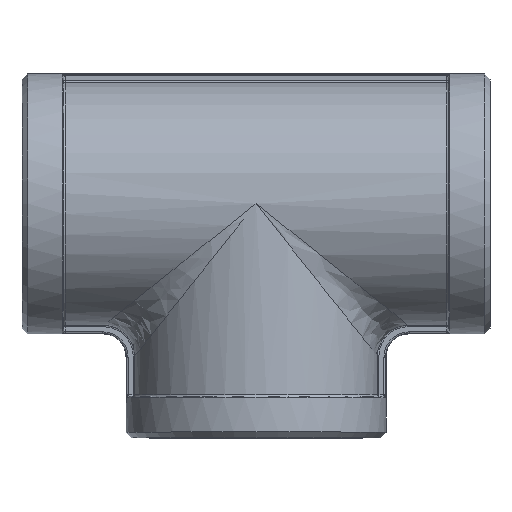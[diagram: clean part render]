
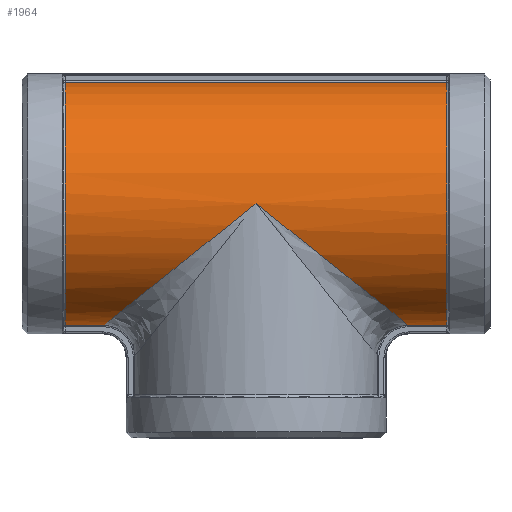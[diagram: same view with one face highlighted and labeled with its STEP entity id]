
A CAD part, top view. The second image highlights one B-rep face of the part: STEP entity #1964.
In plain terms, the highlighted cylindrical face has radius 23.5 mm (diameter 47 mm), a partial arc.
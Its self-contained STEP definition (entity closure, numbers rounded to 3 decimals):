
#80=ELLIPSE('',#2030,37.716,23.5);
#81=ELLIPSE('',#2031,37.716,23.5);
#83=ELLIPSE('',#2033,37.716,23.5);
#84=ELLIPSE('',#2034,37.716,23.5);
#85=ELLIPSE('',#2035,37.716,23.5);
#86=ELLIPSE('',#2036,37.716,23.5);
#88=ELLIPSE('',#2038,37.716,23.5);
#222=CYLINDRICAL_SURFACE('',#2199,23.5);
#323=FACE_OUTER_BOUND('',#462,.T.);
#462=EDGE_LOOP('',(#1641,#1642,#1643,#1644,#1645,#1646,#1647,#1648,#1649,
#1650,#1651,#1652));
#598=CIRCLE('',#2134,23.5);
#623=CIRCLE('',#2181,23.5);
#727=LINE('',#4491,#795);
#728=LINE('',#4493,#796);
#729=LINE('',#4494,#797);
#795=VECTOR('',#2704,73.4);
#796=VECTOR('',#2707,7.405);
#797=VECTOR('',#2708,7.405);
#822=VERTEX_POINT('',#3122);
#823=VERTEX_POINT('',#3123);
#824=VERTEX_POINT('',#3125);
#826=VERTEX_POINT('',#3129);
#827=VERTEX_POINT('',#3179);
#828=VERTEX_POINT('',#3180);
#829=VERTEX_POINT('',#3182);
#830=VERTEX_POINT('',#3184);
#916=VERTEX_POINT('',#4118);
#917=VERTEX_POINT('',#4120);
#943=VERTEX_POINT('',#4389);
#945=VERTEX_POINT('',#4393);
#1003=EDGE_CURVE('',#822,#823,#80,.T.);
#1004=EDGE_CURVE('',#823,#824,#81,.T.);
#1007=EDGE_CURVE('',#826,#822,#83,.T.);
#1008=EDGE_CURVE('',#827,#828,#84,.T.);
#1009=EDGE_CURVE('',#828,#829,#85,.T.);
#1010=EDGE_CURVE('',#829,#830,#86,.T.);
#1013=EDGE_CURVE('',#824,#827,#88,.T.);
#1139=EDGE_CURVE('',#916,#917,#598,.T.);
#1189=EDGE_CURVE('',#945,#943,#623,.T.);
#1205=EDGE_CURVE('',#943,#916,#727,.T.);
#1206=EDGE_CURVE('',#917,#826,#728,.T.);
#1207=EDGE_CURVE('',#830,#945,#729,.T.);
#1641=ORIENTED_EDGE('',*,*,#1007,.F.);
#1642=ORIENTED_EDGE('',*,*,#1206,.F.);
#1643=ORIENTED_EDGE('',*,*,#1139,.F.);
#1644=ORIENTED_EDGE('',*,*,#1205,.F.);
#1645=ORIENTED_EDGE('',*,*,#1189,.F.);
#1646=ORIENTED_EDGE('',*,*,#1207,.F.);
#1647=ORIENTED_EDGE('',*,*,#1010,.F.);
#1648=ORIENTED_EDGE('',*,*,#1009,.F.);
#1649=ORIENTED_EDGE('',*,*,#1008,.F.);
#1650=ORIENTED_EDGE('',*,*,#1013,.F.);
#1651=ORIENTED_EDGE('',*,*,#1004,.F.);
#1652=ORIENTED_EDGE('',*,*,#1003,.F.);
#1964=ADVANCED_FACE('',(#323),#222,.T.);
#2030=AXIS2_PLACEMENT_3D('',#3124,#2321,#2322);
#2031=AXIS2_PLACEMENT_3D('',#3126,#2323,#2324);
#2033=AXIS2_PLACEMENT_3D('',#3136,#2327,#2328);
#2034=AXIS2_PLACEMENT_3D('',#3181,#2329,#2330);
#2035=AXIS2_PLACEMENT_3D('',#3183,#2331,#2332);
#2036=AXIS2_PLACEMENT_3D('',#3185,#2333,#2334);
#2038=AXIS2_PLACEMENT_3D('',#3194,#2337,#2338);
#2134=AXIS2_PLACEMENT_3D('',#4121,#2556,#2557);
#2181=AXIS2_PLACEMENT_3D('',#4395,#2663,#2664);
#2199=AXIS2_PLACEMENT_3D('',#4492,#2705,#2706);
#2321=DIRECTION('center_axis',(-0.623,-0.782,0.));
#2322=DIRECTION('ref_axis',(0.782,-0.623,0.));
#2323=DIRECTION('center_axis',(-0.623,-0.782,0.));
#2324=DIRECTION('ref_axis',(0.782,-0.623,0.));
#2327=DIRECTION('center_axis',(-0.623,-0.782,0.));
#2328=DIRECTION('ref_axis',(0.782,-0.623,0.));
#2329=DIRECTION('center_axis',(0.623,-0.782,0.));
#2330=DIRECTION('ref_axis',(-0.782,-0.623,0.));
#2331=DIRECTION('center_axis',(0.623,-0.782,0.));
#2332=DIRECTION('ref_axis',(-0.782,-0.623,0.));
#2333=DIRECTION('center_axis',(0.623,-0.782,0.));
#2334=DIRECTION('ref_axis',(-0.782,-0.623,0.));
#2337=DIRECTION('center_axis',(0.623,-0.782,0.));
#2338=DIRECTION('ref_axis',(-0.782,-0.623,0.));
#2556=DIRECTION('center_axis',(1.,0.,0.));
#2557=DIRECTION('ref_axis',(0.,0.,1.));
#2663=DIRECTION('center_axis',(-1.,0.,0.));
#2664=DIRECTION('ref_axis',(0.,0.,1.));
#2704=DIRECTION('',(1.,0.,0.));
#2705=DIRECTION('center_axis',(1.,0.,0.));
#2706=DIRECTION('ref_axis',(0.,1.,0.));
#2707=DIRECTION('',(-1.,0.,0.));
#2708=DIRECTION('',(-1.,0.,0.));
#3122=CARTESIAN_POINT('',(20.,-15.932,17.275));
#3123=CARTESIAN_POINT('',(17.86,-14.227,18.704));
#3124=CARTESIAN_POINT('Origin',(0.,0.,0.));
#3125=CARTESIAN_POINT('',(0.,0.,23.5));
#3126=CARTESIAN_POINT('Origin',(0.,0.,0.));
#3129=CARTESIAN_POINT('',(29.295,-23.337,2.765));
#3136=CARTESIAN_POINT('Origin',(0.,0.,0.));
#3179=CARTESIAN_POINT('',(-11.793,-9.394,21.541));
#3180=CARTESIAN_POINT('',(-13.666,-10.886,20.826));
#3181=CARTESIAN_POINT('Origin',(0.,0.,0.));
#3182=CARTESIAN_POINT('',(-20.,-15.932,17.275));
#3183=CARTESIAN_POINT('Origin',(0.,0.,0.));
#3184=CARTESIAN_POINT('',(-29.295,-23.337,2.765));
#3185=CARTESIAN_POINT('Origin',(0.,0.,0.));
#3194=CARTESIAN_POINT('Origin',(0.,0.,0.));
#4118=CARTESIAN_POINT('',(36.7,23.337,2.765));
#4120=CARTESIAN_POINT('',(36.7,-23.337,2.765));
#4121=CARTESIAN_POINT('Origin',(36.7,0.,0.));
#4389=CARTESIAN_POINT('',(-36.7,23.337,2.765));
#4393=CARTESIAN_POINT('',(-36.7,-23.337,2.765));
#4395=CARTESIAN_POINT('Origin',(-36.7,0.,0.));
#4491=CARTESIAN_POINT('',(0.,23.337,2.765));
#4492=CARTESIAN_POINT('Origin',(0.,0.,0.));
#4493=CARTESIAN_POINT('',(0.,-23.337,2.765));
#4494=CARTESIAN_POINT('',(0.,-23.337,2.765));
